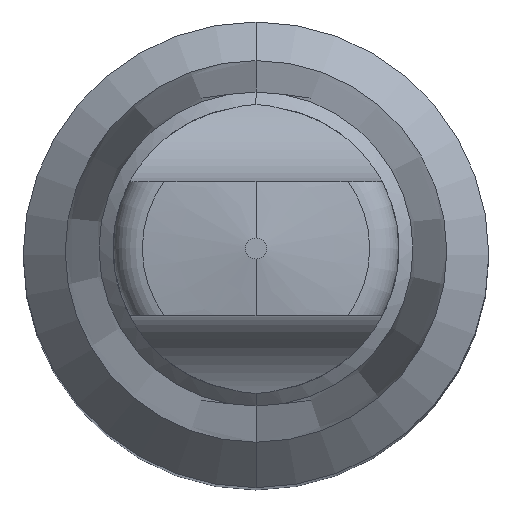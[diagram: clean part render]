
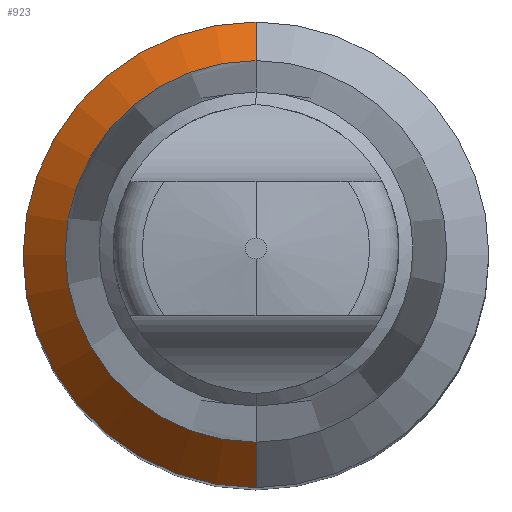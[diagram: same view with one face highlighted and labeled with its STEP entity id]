
A CAD part, top view. The second image highlights one B-rep face of the part: STEP entity #923.
In plain terms, the highlighted conical face has half-angle 45 degrees and reference radius 9.75 mm.
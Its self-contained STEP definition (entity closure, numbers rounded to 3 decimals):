
#110=CARTESIAN_POINT('',(0.,0.,-95.5));
#111=DIRECTION('',(0.,0.,-1.));
#112=DIRECTION('',(0.,-1.,0.));
#113=AXIS2_PLACEMENT_3D('',#110,#111,#112);
#118=DIRECTION('',(0.,0.707,-0.707));
#119=VECTOR('',#118,3.536);
#120=CARTESIAN_POINT('',(0.,8.5,-95.5));
#121=LINE('',#120,#119);
#125=DIRECTION('',(0.,-0.707,-0.707));
#126=VECTOR('',#125,3.536);
#127=CARTESIAN_POINT('',(0.,-8.5,-95.5));
#128=LINE('',#127,#126);
#132=CARTESIAN_POINT('',(0.,0.,-98.));
#133=DIRECTION('',(0.,0.,-1.));
#134=DIRECTION('',(0.,-1.,0.));
#135=AXIS2_PLACEMENT_3D('',#132,#133,#134);
#748=CARTESIAN_POINT('',(0.,11.,-98.));
#750=VERTEX_POINT('',#748);
#752=CARTESIAN_POINT('',(0.,8.5,-95.5));
#753=VERTEX_POINT('',#752);
#756=CARTESIAN_POINT('',(0.,-11.,-98.));
#758=VERTEX_POINT('',#756);
#760=CARTESIAN_POINT('',(0.,-8.5,-95.5));
#761=VERTEX_POINT('',#760);
#909=CARTESIAN_POINT('',(0.,0.,-96.75));
#910=DIRECTION('',(0.,0.,-1.));
#911=DIRECTION('',(0.,1.,0.));
#912=AXIS2_PLACEMENT_3D('',#909,#910,#911);
#913=CONICAL_SURFACE('',#912,9.75,45.);
#915=ORIENTED_EDGE('',*,*,#914,.F.);
#916=ORIENTED_EDGE('',*,*,#897,.F.);
#918=ORIENTED_EDGE('',*,*,#917,.T.);
#920=ORIENTED_EDGE('',*,*,#919,.T.);
#921=EDGE_LOOP('',(#915,#916,#918,#920));
#922=FACE_OUTER_BOUND('',#921,.F.);
#114=CIRCLE('',#113,8.5);
#136=CIRCLE('',#135,11.);
#897=EDGE_CURVE('',#761,#753,#114,.T.);
#914=EDGE_CURVE('',#753,#750,#121,.T.);
#917=EDGE_CURVE('',#761,#758,#128,.T.);
#919=EDGE_CURVE('',#758,#750,#136,.T.);
#923=ADVANCED_FACE('',(#922),#913,.T.);
